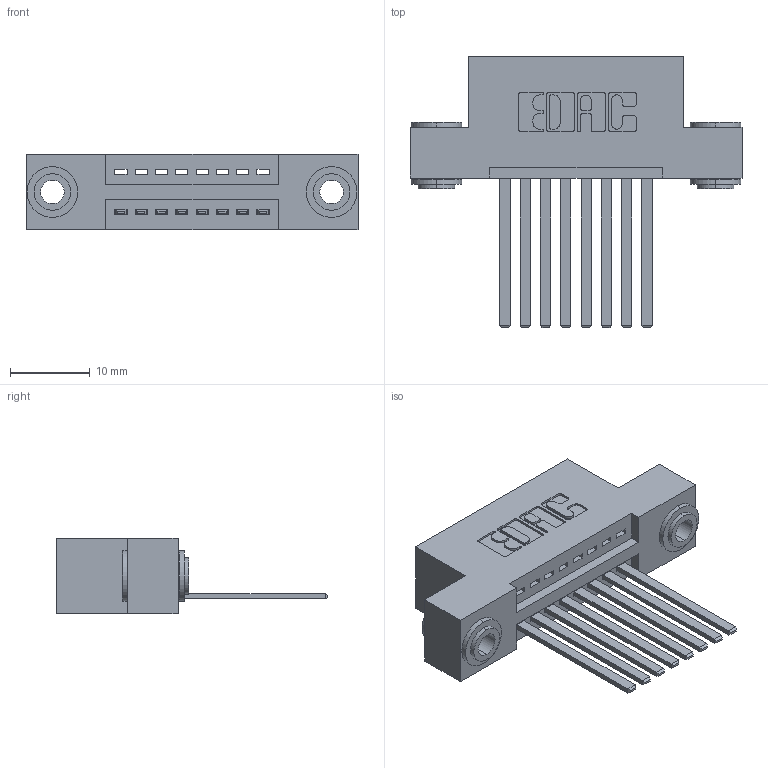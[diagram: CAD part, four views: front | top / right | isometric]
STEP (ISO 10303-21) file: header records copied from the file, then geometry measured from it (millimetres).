
FILE_DESCRIPTION (( 'STEP AP203' ), '1' );
FILE_NAME ('395-008-544-103.STEP', '2019-10-15T19:21:32', ( '' ), ( '' ), 'SwSTEP 2.0', 'SolidWorks 2016', '' );
FILE_SCHEMA (( 'CONFIG_CONTROL_DESIGN' ));
Length unit declared in the file: inch
Products named in the file (4): 345-250-002_345-250-002-102; 345 Part_Flush Mounting Lugs - 0.156 Dia-TH; 395-008-544-103; 345-292-001_345-293-144
Assembly tree (11 placements, depth 2):
  395-008-544-103
    345 Part_Flush Mounting Lugs - 0.156 Dia-TH
    345-292-001_345-293-144  x8
    345-250-002_345-250-002-102  x2
Bounding box: 41.53 x 33.96 x 9.4 mm (x, y, z)
Volume: 3778 mm3; surface area: 5051.2 mm2
Topology: 11 solids, 11 shells, 580 faces, 1681 edges, 1106 vertices
Faces by surface type: plane 378, cylinder 194, cone 8
Entity records: 11064 total; most frequent: CARTESIAN_POINT 1895, ORIENTED_EDGE 1830, DIRECTION 1733, EDGE_CURVE 915, VECTOR 731, LINE 731, VERTEX_POINT 606, AXIS2_PLACEMENT_3D 501
